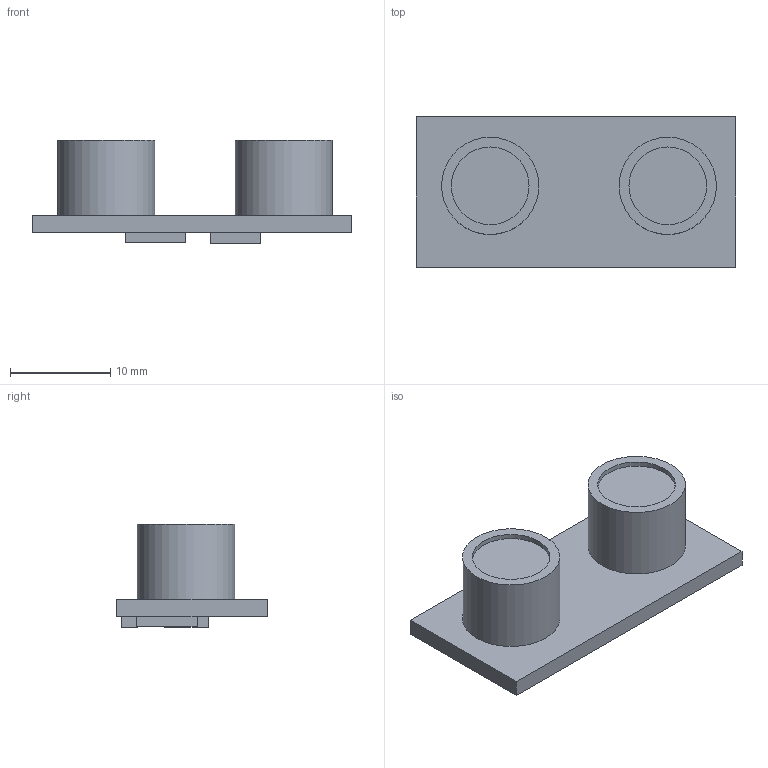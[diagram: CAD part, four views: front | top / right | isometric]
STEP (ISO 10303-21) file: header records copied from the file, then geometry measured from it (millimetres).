
FILE_DESCRIPTION(('FreeCAD Model'),'2;1');
FILE_NAME('ultrasonic.step','2019-07-15T13:54:25',('Author'),(''), 'Open CASCADE STEP processor 7.3','FreeCAD','Unknown');
FILE_SCHEMA(('AUTOMOTIVE_DESIGN { 1 0 10303 214 1 1 1 1 }'));
Length unit declared in the file: millimetre
Products named in the file (1): Fusion
Bounding box: 31.8 x 15 x 10.35 mm (x, y, z)
Volume: 1935.5 mm3; surface area: 1647.3 mm2
Topology: 1 solids, 1 shells, 29 faces, 60 edges, 40 vertices
Faces by surface type: plane 25, cylinder 4
Full cylindrical faces by diameter (mm): 7.75 x2, 9.7 x2
Entity records: 1761 total; most frequent: CARTESIAN_POINT 250, DIRECTION 248, LINE 164, VECTOR 164, ORIENTED_EDGE 120, PCURVE 120, DEFINITIONAL_REPRESENTATION 120, EDGE_CURVE 60
